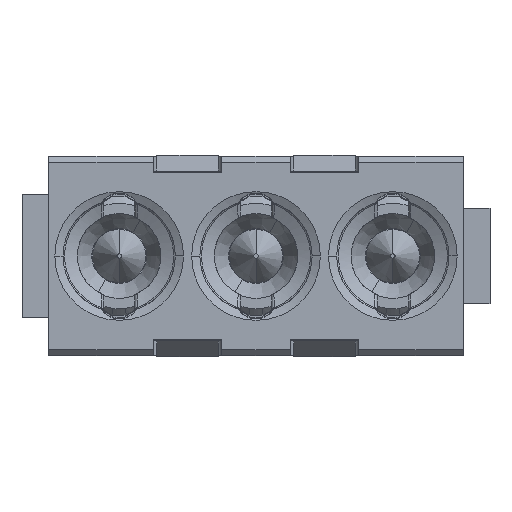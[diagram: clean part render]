
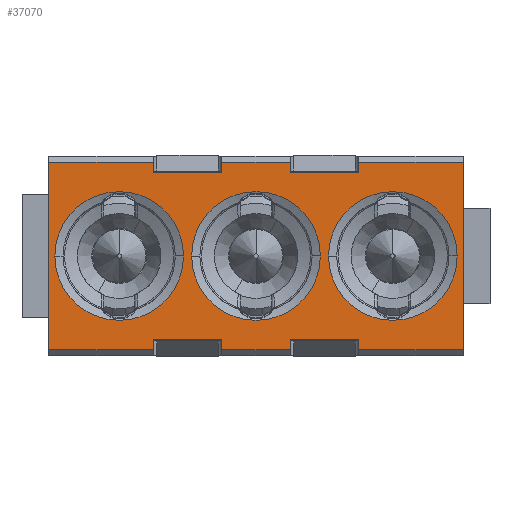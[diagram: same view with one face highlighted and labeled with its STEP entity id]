
A CAD part, front view. The second image highlights one B-rep face of the part: STEP entity #37070.
In plain terms, the highlighted planar face has unit normal (0, -1, 0).
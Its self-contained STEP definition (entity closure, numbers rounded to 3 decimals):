
#270=DIRECTION('',(1.,0.,0.));
#271=VECTOR('',#270,5.);
#272=CARTESIAN_POINT('',(-2.5,-26.3,6.85));
#273=LINE('',#272,#271);
#278=DIRECTION('',(0.,0.,1.));
#279=VECTOR('',#278,0.779);
#280=CARTESIAN_POINT('',(-2.5,-26.3,6.071));
#281=LINE('',#280,#279);
#4723=CARTESIAN_POINT('',(0.,-26.3,0.));
#4724=DIRECTION('',(0.,1.,0.));
#4725=DIRECTION('',(1.,0.,0.));
#4726=AXIS2_PLACEMENT_3D('',#4723,#4724,#4725);
#4938=CARTESIAN_POINT('',(0.,-26.3,0.));
#4939=DIRECTION('',(0.,1.,0.));
#4940=DIRECTION('',(-1.,0.,0.));
#4941=AXIS2_PLACEMENT_3D('',#4938,#4939,#4940);
#4968=DIRECTION('',(0.,0.,-1.));
#4969=VECTOR('',#4968,0.779);
#4970=CARTESIAN_POINT('',(2.5,-26.3,6.85));
#4971=LINE('',#4970,#4969);
#5170=DIRECTION('',(0.,0.,-1.));
#5171=VECTOR('',#5170,13.7);
#5172=CARTESIAN_POINT('',(15.15,-26.3,6.85));
#5173=LINE('',#5172,#5171);
#14169=CARTESIAN_POINT('',(-10.,-26.3,0.));
#14170=DIRECTION('',(0.,1.,0.));
#14171=DIRECTION('',(1.,0.,0.));
#14172=AXIS2_PLACEMENT_3D('',#14169,#14170,#14171);
#14401=CARTESIAN_POINT('',(-10.,-26.3,0.));
#14402=DIRECTION('',(0.,1.,0.));
#14403=DIRECTION('',(-1.,0.,0.));
#14404=AXIS2_PLACEMENT_3D('',#14401,#14402,#14403);
#14536=DIRECTION('',(0.,0.,-1.));
#14537=VECTOR('',#14536,0.779);
#14538=CARTESIAN_POINT('',(7.5,-26.3,-6.071));
#14539=LINE('',#14538,#14537);
#14580=DIRECTION('',(0.,0.,1.));
#14581=VECTOR('',#14580,0.779);
#14582=CARTESIAN_POINT('',(2.5,-26.3,-6.85));
#14583=LINE('',#14582,#14581);
#14592=DIRECTION('',(-1.,0.,0.));
#14593=VECTOR('',#14592,5.);
#14594=CARTESIAN_POINT('',(2.5,-26.3,-6.85));
#14595=LINE('',#14594,#14593);
#14608=DIRECTION('',(0.,0.,-1.));
#14609=VECTOR('',#14608,0.779);
#14610=CARTESIAN_POINT('',(-2.5,-26.3,-6.071));
#14611=LINE('',#14610,#14609);
#14652=DIRECTION('',(0.,0.,1.));
#14653=VECTOR('',#14652,0.779);
#14654=CARTESIAN_POINT('',(-7.5,-26.3,-6.85));
#14655=LINE('',#14654,#14653);
#14668=DIRECTION('',(-1.,0.,0.));
#14669=VECTOR('',#14668,7.65);
#14670=CARTESIAN_POINT('',(-7.5,-26.3,-6.85));
#14671=LINE('',#14670,#14669);
#14688=DIRECTION('',(0.,0.,1.));
#14689=VECTOR('',#14688,13.7);
#14690=CARTESIAN_POINT('',(-15.15,-26.3,-6.85));
#14691=LINE('',#14690,#14689);
#14774=DIRECTION('',(1.,0.,0.));
#14775=VECTOR('',#14774,7.65);
#14776=CARTESIAN_POINT('',(-15.15,-26.3,6.85));
#14777=LINE('',#14776,#14775);
#14790=DIRECTION('',(0.,0.,-1.));
#14791=VECTOR('',#14790,0.779);
#14792=CARTESIAN_POINT('',(-7.5,-26.3,6.85));
#14793=LINE('',#14792,#14791);
#14802=DIRECTION('',(1.,0.,0.));
#14803=VECTOR('',#14802,5.);
#14804=CARTESIAN_POINT('',(-7.5,-26.3,6.071));
#14805=LINE('',#14804,#14803);
#21368=DIRECTION('',(1.,0.,0.));
#21369=VECTOR('',#21368,5.);
#21370=CARTESIAN_POINT('',(-7.5,-26.3,-6.071));
#21371=LINE('',#21370,#21369);
#21376=DIRECTION('',(1.,0.,0.));
#21377=VECTOR('',#21376,5.);
#21378=CARTESIAN_POINT('',(2.5,-26.3,-6.071));
#21379=LINE('',#21378,#21377);
#21384=DIRECTION('',(-1.,0.,0.));
#21385=VECTOR('',#21384,7.65);
#21386=CARTESIAN_POINT('',(15.15,-26.3,-6.85));
#21387=LINE('',#21386,#21385);
#22690=CARTESIAN_POINT('',(10.,-26.3,0.));
#22691=DIRECTION('',(0.,1.,0.));
#22692=DIRECTION('',(1.,0.,0.));
#22693=AXIS2_PLACEMENT_3D('',#22690,#22691,#22692);
#22891=CARTESIAN_POINT('',(10.,-26.3,0.));
#22892=DIRECTION('',(0.,1.,0.));
#22893=DIRECTION('',(-1.,0.,0.));
#22894=AXIS2_PLACEMENT_3D('',#22891,#22892,#22893);
#23242=DIRECTION('',(1.,0.,0.));
#23243=VECTOR('',#23242,7.65);
#23244=CARTESIAN_POINT('',(7.5,-26.3,6.85));
#23245=LINE('',#23244,#23243);
#23254=DIRECTION('',(0.,0.,1.));
#23255=VECTOR('',#23254,0.779);
#23256=CARTESIAN_POINT('',(7.5,-26.3,6.071));
#23257=LINE('',#23256,#23255);
#23266=DIRECTION('',(1.,0.,0.));
#23267=VECTOR('',#23266,5.);
#23268=CARTESIAN_POINT('',(2.5,-26.3,6.071));
#23269=LINE('',#23268,#23267);
#25701=CARTESIAN_POINT('',(-2.5,-26.3,6.071));
#25702=CARTESIAN_POINT('',(-2.5,-26.3,6.85));
#25703=VERTEX_POINT('',#25701);
#25704=VERTEX_POINT('',#25702);
#25705=CARTESIAN_POINT('',(-7.5,-26.3,6.071));
#25706=VERTEX_POINT('',#25705);
#25707=CARTESIAN_POINT('',(-7.5,-26.3,6.85));
#25708=VERTEX_POINT('',#25707);
#25709=CARTESIAN_POINT('',(-15.15,-26.3,6.85));
#25710=VERTEX_POINT('',#25709);
#25711=CARTESIAN_POINT('',(-15.15,-26.3,-6.85));
#25712=VERTEX_POINT('',#25711);
#25713=CARTESIAN_POINT('',(-7.5,-26.3,-6.85));
#25714=VERTEX_POINT('',#25713);
#25715=CARTESIAN_POINT('',(-7.5,-26.3,-6.071));
#25716=VERTEX_POINT('',#25715);
#25717=CARTESIAN_POINT('',(-2.5,-26.3,-6.071));
#25718=VERTEX_POINT('',#25717);
#25719=CARTESIAN_POINT('',(-2.5,-26.3,-6.85));
#25720=VERTEX_POINT('',#25719);
#25721=CARTESIAN_POINT('',(2.5,-26.3,-6.85));
#25722=VERTEX_POINT('',#25721);
#25723=CARTESIAN_POINT('',(2.5,-26.3,-6.071));
#25724=VERTEX_POINT('',#25723);
#25725=CARTESIAN_POINT('',(7.5,-26.3,-6.071));
#25726=VERTEX_POINT('',#25725);
#25727=CARTESIAN_POINT('',(7.5,-26.3,-6.85));
#25728=VERTEX_POINT('',#25727);
#25729=CARTESIAN_POINT('',(15.15,-26.3,-6.85));
#25730=VERTEX_POINT('',#25729);
#25731=CARTESIAN_POINT('',(15.15,-26.3,6.85));
#25732=VERTEX_POINT('',#25731);
#25733=CARTESIAN_POINT('',(7.5,-26.3,6.85));
#25734=VERTEX_POINT('',#25733);
#25735=CARTESIAN_POINT('',(7.5,-26.3,6.071));
#25736=VERTEX_POINT('',#25735);
#25737=CARTESIAN_POINT('',(2.5,-26.3,6.071));
#25738=VERTEX_POINT('',#25737);
#25739=CARTESIAN_POINT('',(2.5,-26.3,6.85));
#25740=VERTEX_POINT('',#25739);
#26260=CARTESIAN_POINT('',(-14.7,-26.3,0.));
#26261=VERTEX_POINT('',#26260);
#26263=CARTESIAN_POINT('',(-5.3,-26.3,0.));
#26265=VERTEX_POINT('',#26263);
#26557=CARTESIAN_POINT('',(5.3,-26.3,0.));
#26558=VERTEX_POINT('',#26557);
#26560=CARTESIAN_POINT('',(14.7,-26.3,0.));
#26562=VERTEX_POINT('',#26560);
#26811=CARTESIAN_POINT('',(-4.7,-26.3,0.));
#26812=VERTEX_POINT('',#26811);
#26814=CARTESIAN_POINT('',(4.7,-26.3,0.));
#26816=VERTEX_POINT('',#26814);
#37009=CARTESIAN_POINT('',(0.,-26.3,0.));
#37010=DIRECTION('',(0.,1.,0.));
#37011=DIRECTION('',(1.,0.,0.));
#37012=AXIS2_PLACEMENT_3D('',#37009,#37010,#37011);
#37013=PLANE('',#37012);
#37014=ORIENTED_EDGE('',*,*,#27750,.T.);
#37015=ORIENTED_EDGE('',*,*,#27728,.T.);
#37017=ORIENTED_EDGE('',*,*,#37016,.T.);
#37019=ORIENTED_EDGE('',*,*,#37018,.T.);
#37021=ORIENTED_EDGE('',*,*,#37020,.T.);
#37023=ORIENTED_EDGE('',*,*,#37022,.T.);
#37025=ORIENTED_EDGE('',*,*,#37024,.T.);
#37027=ORIENTED_EDGE('',*,*,#37026,.T.);
#37029=ORIENTED_EDGE('',*,*,#37028,.F.);
#37031=ORIENTED_EDGE('',*,*,#37030,.F.);
#37033=ORIENTED_EDGE('',*,*,#37032,.F.);
#37035=ORIENTED_EDGE('',*,*,#37034,.T.);
#37037=ORIENTED_EDGE('',*,*,#37036,.F.);
#37039=ORIENTED_EDGE('',*,*,#37038,.F.);
#37041=ORIENTED_EDGE('',*,*,#37040,.F.);
#37043=ORIENTED_EDGE('',*,*,#37042,.T.);
#37045=ORIENTED_EDGE('',*,*,#37044,.T.);
#37047=ORIENTED_EDGE('',*,*,#37046,.T.);
#37049=ORIENTED_EDGE('',*,*,#37048,.T.);
#37051=ORIENTED_EDGE('',*,*,#37050,.T.);
#37052=EDGE_LOOP('',(#37014,#37015,#37017,#37019,#37021,#37023,#37025,#37027,
#37029,#37031,#37033,#37035,#37037,#37039,#37041,#37043,#37045,#37047,#37049,
#37051));
#37053=FACE_OUTER_BOUND('',#37052,.F.);
#37054=ORIENTED_EDGE('',*,*,#36522,.F.);
#37055=ORIENTED_EDGE('',*,*,#36976,.F.);
#37056=EDGE_LOOP('',(#37054,#37055));
#37057=FACE_BOUND('',#37056,.F.);
#37059=ORIENTED_EDGE('',*,*,#37058,.F.);
#37061=ORIENTED_EDGE('',*,*,#37060,.F.);
#37062=EDGE_LOOP('',(#37059,#37061));
#37063=FACE_BOUND('',#37062,.F.);
#37065=ORIENTED_EDGE('',*,*,#37064,.F.);
#37067=ORIENTED_EDGE('',*,*,#37066,.F.);
#37068=EDGE_LOOP('',(#37065,#37067));
#37069=FACE_BOUND('',#37068,.F.);
#4727=CIRCLE('',#4726,4.7);
#4942=CIRCLE('',#4941,4.7);
#14173=CIRCLE('',#14172,4.7);
#14405=CIRCLE('',#14404,4.7);
#22694=CIRCLE('',#22693,4.7);
#22895=CIRCLE('',#22894,4.7);
#27728=EDGE_CURVE('',#25704,#25740,#273,.T.);
#27750=EDGE_CURVE('',#25703,#25704,#281,.T.);
#36522=EDGE_CURVE('',#26816,#26812,#4727,.T.);
#36976=EDGE_CURVE('',#26812,#26816,#4942,.T.);
#37016=EDGE_CURVE('',#25740,#25738,#4971,.T.);
#37018=EDGE_CURVE('',#25738,#25736,#23269,.T.);
#37020=EDGE_CURVE('',#25736,#25734,#23257,.T.);
#37022=EDGE_CURVE('',#25734,#25732,#23245,.T.);
#37024=EDGE_CURVE('',#25732,#25730,#5173,.T.);
#37026=EDGE_CURVE('',#25730,#25728,#21387,.T.);
#37028=EDGE_CURVE('',#25726,#25728,#14539,.T.);
#37030=EDGE_CURVE('',#25724,#25726,#21379,.T.);
#37032=EDGE_CURVE('',#25722,#25724,#14583,.T.);
#37034=EDGE_CURVE('',#25722,#25720,#14595,.T.);
#37036=EDGE_CURVE('',#25718,#25720,#14611,.T.);
#37038=EDGE_CURVE('',#25716,#25718,#21371,.T.);
#37040=EDGE_CURVE('',#25714,#25716,#14655,.T.);
#37042=EDGE_CURVE('',#25714,#25712,#14671,.T.);
#37044=EDGE_CURVE('',#25712,#25710,#14691,.T.);
#37046=EDGE_CURVE('',#25710,#25708,#14777,.T.);
#37048=EDGE_CURVE('',#25708,#25706,#14793,.T.);
#37050=EDGE_CURVE('',#25706,#25703,#14805,.T.);
#37058=EDGE_CURVE('',#26265,#26261,#14173,.T.);
#37060=EDGE_CURVE('',#26261,#26265,#14405,.T.);
#37064=EDGE_CURVE('',#26562,#26558,#22694,.T.);
#37066=EDGE_CURVE('',#26558,#26562,#22895,.T.);
#37070=ADVANCED_FACE('',(#37053,#37057,#37063,#37069),#37013,.F.);
